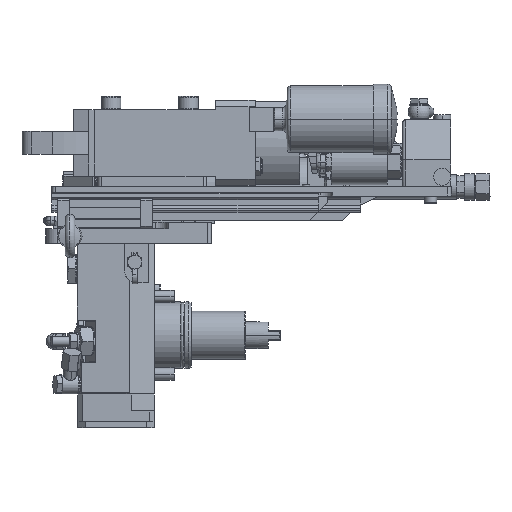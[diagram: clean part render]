
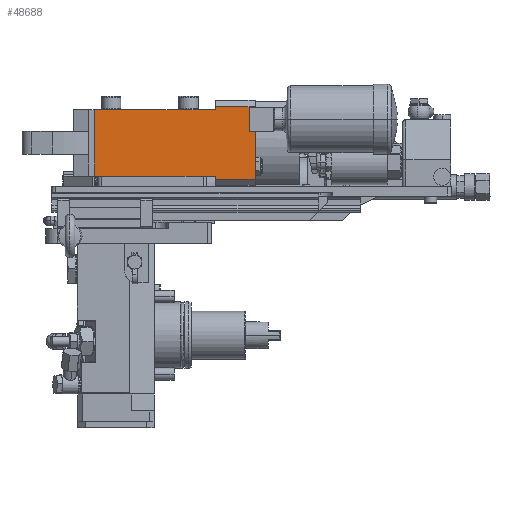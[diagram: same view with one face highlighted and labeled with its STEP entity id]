
A CAD part, front view. The second image highlights one B-rep face of the part: STEP entity #48688.
In plain terms, the highlighted planar face has unit normal (0, -1, 0).
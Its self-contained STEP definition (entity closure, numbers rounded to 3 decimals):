
#561=DIRECTION('',(1.,0.,0.));
#562=VECTOR('',#561,7.);
#563=CARTESIAN_POINT('',(43.,-66.,131.5));
#564=LINE('',#563,#562);
#675=DIRECTION('',(1.,0.,0.));
#676=VECTOR('',#675,3.);
#677=CARTESIAN_POINT('',(-50.,-66.,131.5));
#678=LINE('',#677,#676);
#734=DIRECTION('',(1.,0.,0.));
#735=VECTOR('',#734,18.338);
#736=CARTESIAN_POINT('',(31.662,-66.,186.5));
#737=LINE('',#736,#735);
#753=DIRECTION('',(1.,0.,0.));
#754=VECTOR('',#753,56.676);
#755=CARTESIAN_POINT('',(-32.338,-66.,186.5));
#756=LINE('',#755,#754);
#772=DIRECTION('',(1.,0.,0.));
#773=VECTOR('',#772,10.338);
#774=CARTESIAN_POINT('',(-50.,-66.,186.5));
#775=LINE('',#774,#773);
#938=DIRECTION('',(0.,0.,1.));
#939=VECTOR('',#938,2.5);
#940=CARTESIAN_POINT('',(50.,-66.,186.5));
#941=LINE('',#940,#939);
#1352=DIRECTION('',(0.,0.,1.));
#1353=VECTOR('',#1352,39.5);
#1354=CARTESIAN_POINT('',(83.,-66.,129.));
#1355=LINE('',#1354,#1353);
#1356=DIRECTION('',(-1.,0.,0.));
#1357=VECTOR('',#1356,33.);
#1358=CARTESIAN_POINT('',(83.,-66.,129.));
#1359=LINE('',#1358,#1357);
#1360=DIRECTION('',(0.,0.,1.));
#1361=VECTOR('',#1360,55.);
#1362=CARTESIAN_POINT('',(-50.,-66.,131.5));
#1363=LINE('',#1362,#1361);
#1364=DIRECTION('',(1.,0.,0.));
#1365=VECTOR('',#1364,7.324);
#1366=CARTESIAN_POINT('',(-39.662,-66.,186.5));
#1367=LINE('',#1366,#1365);
#1368=DIRECTION('',(1.,0.,0.));
#1369=VECTOR('',#1368,7.324);
#1370=CARTESIAN_POINT('',(24.338,-66.,186.5));
#1371=LINE('',#1370,#1369);
#1372=DIRECTION('',(1.,0.,0.));
#1373=VECTOR('',#1372,33.);
#1374=CARTESIAN_POINT('',(50.,-66.,189.));
#1375=LINE('',#1374,#1373);
#1376=DIRECTION('',(0.,0.,1.));
#1377=VECTOR('',#1376,0.5);
#1378=CARTESIAN_POINT('',(83.,-66.,188.5));
#1379=LINE('',#1378,#1377);
#1380=DIRECTION('',(0.,0.,1.));
#1381=VECTOR('',#1380,20.);
#1382=CARTESIAN_POINT('',(83.,-66.,168.5));
#1383=LINE('',#1382,#1381);
#1388=DIRECTION('',(0.,0.,1.));
#1389=VECTOR('',#1388,2.5);
#1390=CARTESIAN_POINT('',(50.,-66.,129.));
#1391=LINE('',#1390,#1389);
#1408=DIRECTION('',(-1.,0.,0.));
#1409=VECTOR('',#1408,90.);
#1410=CARTESIAN_POINT('',(43.,-66.,131.5));
#1411=LINE('',#1410,#1409);
#42851=CARTESIAN_POINT('',(-50.,-66.,131.5));
#42853=VERTEX_POINT('',#42851);
#42863=CARTESIAN_POINT('',(-50.,-66.,186.5));
#42865=VERTEX_POINT('',#42863);
#42902=CARTESIAN_POINT('',(50.,-66.,186.5));
#42904=VERTEX_POINT('',#42902);
#42906=CARTESIAN_POINT('',(50.,-66.,131.5));
#42908=VERTEX_POINT('',#42906);
#42927=CARTESIAN_POINT('',(50.,-66.,129.));
#42929=VERTEX_POINT('',#42927);
#42930=CARTESIAN_POINT('',(83.,-66.,129.));
#42931=VERTEX_POINT('',#42930);
#42935=CARTESIAN_POINT('',(83.,-66.,189.));
#42937=VERTEX_POINT('',#42935);
#42938=CARTESIAN_POINT('',(50.,-66.,189.));
#42939=VERTEX_POINT('',#42938);
#43351=CARTESIAN_POINT('',(43.,-66.,131.5));
#43353=VERTEX_POINT('',#43351);
#43355=CARTESIAN_POINT('',(-47.,-66.,131.5));
#43357=VERTEX_POINT('',#43355);
#43380=CARTESIAN_POINT('',(-32.338,-66.,186.5));
#43381=VERTEX_POINT('',#43380);
#43382=CARTESIAN_POINT('',(-39.662,-66.,186.5));
#43383=VERTEX_POINT('',#43382);
#43396=CARTESIAN_POINT('',(31.662,-66.,186.5));
#43397=VERTEX_POINT('',#43396);
#43398=CARTESIAN_POINT('',(24.338,-66.,186.5));
#43399=VERTEX_POINT('',#43398);
#45798=CARTESIAN_POINT('',(83.,-66.,168.5));
#45799=CARTESIAN_POINT('',(83.,-66.,188.5));
#45800=VERTEX_POINT('',#45798);
#45801=VERTEX_POINT('',#45799);
#48658=CARTESIAN_POINT('',(-50.,-66.,131.5));
#48659=DIRECTION('',(0.,-1.,0.));
#48660=DIRECTION('',(1.,0.,0.));
#48661=AXIS2_PLACEMENT_3D('',#48658,#48659,#48660);
#48662=PLANE('',#48661);
#48663=ORIENTED_EDGE('',*,*,#48468,.F.);
#48665=ORIENTED_EDGE('',*,*,#48664,.T.);
#48667=ORIENTED_EDGE('',*,*,#48666,.T.);
#48668=ORIENTED_EDGE('',*,*,#48000,.F.);
#48670=ORIENTED_EDGE('',*,*,#48669,.T.);
#48671=ORIENTED_EDGE('',*,*,#48117,.F.);
#48673=ORIENTED_EDGE('',*,*,#48672,.T.);
#48674=ORIENTED_EDGE('',*,*,#48204,.T.);
#48676=ORIENTED_EDGE('',*,*,#48675,.T.);
#48677=ORIENTED_EDGE('',*,*,#48196,.T.);
#48679=ORIENTED_EDGE('',*,*,#48678,.T.);
#48680=ORIENTED_EDGE('',*,*,#48188,.T.);
#48681=ORIENTED_EDGE('',*,*,#48380,.T.);
#48683=ORIENTED_EDGE('',*,*,#48682,.T.);
#48684=ORIENTED_EDGE('',*,*,#48454,.F.);
#48685=ORIENTED_EDGE('',*,*,#48648,.F.);
#48686=EDGE_LOOP('',(#48663,#48665,#48667,#48668,#48670,#48671,#48673,#48674,
#48676,#48677,#48679,#48680,#48681,#48683,#48684,#48685));
#48687=FACE_OUTER_BOUND('',#48686,.F.);
#48688=ADVANCED_FACE('',(#48687),#48662,.T.);
#48000=EDGE_CURVE('',#43353,#42908,#564,.T.);
#48117=EDGE_CURVE('',#42853,#43357,#678,.T.);
#48188=EDGE_CURVE('',#43397,#42904,#737,.T.);
#48196=EDGE_CURVE('',#43381,#43399,#756,.T.);
#48204=EDGE_CURVE('',#42865,#43383,#775,.T.);
#48380=EDGE_CURVE('',#42904,#42939,#941,.T.);
#48454=EDGE_CURVE('',#45801,#42937,#1379,.T.);
#48468=EDGE_CURVE('',#42931,#45800,#1355,.T.);
#48648=EDGE_CURVE('',#45800,#45801,#1383,.T.);
#48664=EDGE_CURVE('',#42931,#42929,#1359,.T.);
#48666=EDGE_CURVE('',#42929,#42908,#1391,.T.);
#48669=EDGE_CURVE('',#43353,#43357,#1411,.T.);
#48672=EDGE_CURVE('',#42853,#42865,#1363,.T.);
#48675=EDGE_CURVE('',#43383,#43381,#1367,.T.);
#48678=EDGE_CURVE('',#43399,#43397,#1371,.T.);
#48682=EDGE_CURVE('',#42939,#42937,#1375,.T.);
